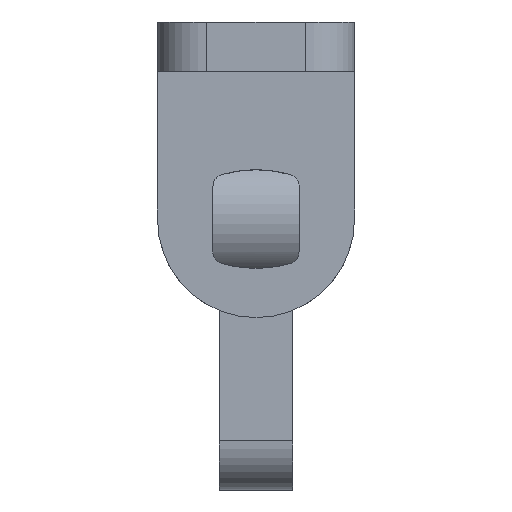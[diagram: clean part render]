
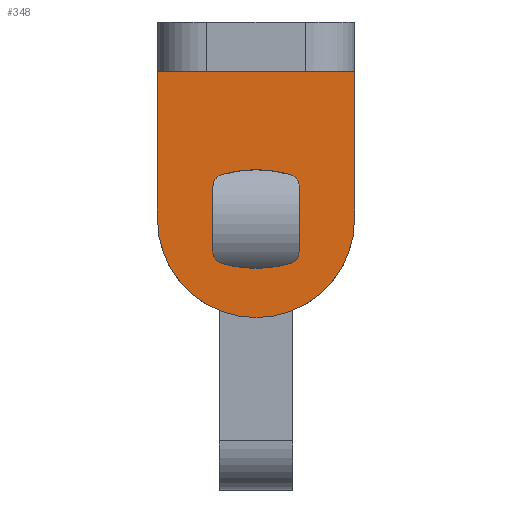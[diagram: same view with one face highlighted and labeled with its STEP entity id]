
A CAD part, left-side view. The second image highlights one B-rep face of the part: STEP entity #348.
In plain terms, the highlighted planar face has unit normal (-1, 0, 0).
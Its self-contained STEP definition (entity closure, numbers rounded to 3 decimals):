
#348=ADVANCED_FACE('',(#1253,#1254),#1252,.T.);
#1252=PLANE('',#1865);
#1253=FACE_OUTER_BOUND('',#1866,.T.);
#1254=FACE_BOUND('',#1867,.T.);
#1862=CARTESIAN_POINT('',(-2.,-4.8,7.));
#1863=DIRECTION('',(-1.,0.,0.));
#1864=DIRECTION('',(0.,1.,0.));
#1865=AXIS2_PLACEMENT_3D('',#1862,#1863,#1864);
#1866=EDGE_LOOP('',(#2350,#2351,#2352,#2353));
#1867=EDGE_LOOP('',(#2354,#2355,#2356,#2357));
#2350=ORIENTED_EDGE('',*,*,#2655,.F.);
#2351=ORIENTED_EDGE('',*,*,#2656,.F.);
#2352=ORIENTED_EDGE('',*,*,#2657,.F.);
#2353=ORIENTED_EDGE('',*,*,#2658,.F.);
#2354=ORIENTED_EDGE('',*,*,#2650,.T.);
#2355=ORIENTED_EDGE('',*,*,#2653,.F.);
#2356=ORIENTED_EDGE('',*,*,#2643,.T.);
#2357=ORIENTED_EDGE('',*,*,#2647,.F.);
#2643=EDGE_CURVE('',#4192,#4193,#4194,.T.);
#2647=EDGE_CURVE('',#4220,#4193,#4221,.T.);
#2650=EDGE_CURVE('',#4220,#4240,#4241,.T.);
#2653=EDGE_CURVE('',#4192,#4240,#4260,.T.);
#2655=EDGE_CURVE('',#4272,#4273,#4274,.T.);
#2656=EDGE_CURVE('',#4280,#4272,#4281,.T.);
#2657=EDGE_CURVE('',#4287,#4280,#4288,.T.);
#2658=EDGE_CURVE('',#4273,#4287,#4294,.T.);
#4192=VERTEX_POINT('',#5480);
#4193=VERTEX_POINT('',#5481);
#4194=CIRCLE('',#5485,1.525);
#4220=VERTEX_POINT('',#5498);
#4221=LINE('',#5499,#5500);
#4240=VERTEX_POINT('',#5509);
#4241=CIRCLE('',#5513,1.525);
#4260=LINE('',#5522,#5523);
#4272=VERTEX_POINT('',#5528);
#4273=VERTEX_POINT('',#5529);
#4274=LINE('',#5530,#5531);
#4280=VERTEX_POINT('',#5533);
#4281=CIRCLE('',#5537,4.);
#4287=VERTEX_POINT('',#5538);
#4288=LINE('',#5539,#5540);
#4294=LINE('',#5542,#5543);
#5480=CARTESIAN_POINT('',(-2.,-1.125,-1.03));
#5481=CARTESIAN_POINT('',(-2.,1.125,-1.03));
#5482=CARTESIAN_POINT('',(-2.,0.,0.));
#5483=DIRECTION('',(1.,0.,0.));
#5484=DIRECTION('',(0.,0.738,0.675));
#5485=AXIS2_PLACEMENT_3D('',#5482,#5483,#5484);
#5498=CARTESIAN_POINT('',(-2.,1.125,1.03));
#5499=CARTESIAN_POINT('',(-2.,1.125,1.03));
#5500=VECTOR('',#5501,2.059);
#5501=DIRECTION('',(0.,0.,-1.));
#5509=CARTESIAN_POINT('',(-2.,-1.125,1.03));
#5510=CARTESIAN_POINT('',(-2.,0.,0.));
#5511=DIRECTION('',(1.,0.,0.));
#5512=DIRECTION('',(0.,-0.738,-0.675));
#5513=AXIS2_PLACEMENT_3D('',#5510,#5511,#5512);
#5522=CARTESIAN_POINT('',(-2.,-1.125,-1.03));
#5523=VECTOR('',#5524,2.059);
#5524=DIRECTION('',(0.,0.,1.));
#5528=CARTESIAN_POINT('',(-2.,4.,0.));
#5529=CARTESIAN_POINT('',(-2.,4.,6.));
#5530=CARTESIAN_POINT('',(-2.,4.,0.));
#5531=VECTOR('',#5532,6.);
#5532=DIRECTION('',(0.,0.,1.));
#5533=CARTESIAN_POINT('',(-2.,-4.,0.));
#5534=CARTESIAN_POINT('',(-2.,0.,0.));
#5535=DIRECTION('',(1.,0.,0.));
#5536=DIRECTION('',(0.,-1.,0.));
#5537=AXIS2_PLACEMENT_3D('',#5534,#5535,#5536);
#5538=CARTESIAN_POINT('',(-2.,-4.,6.));
#5539=CARTESIAN_POINT('',(-2.,-4.,6.));
#5540=VECTOR('',#5541,6.);
#5541=DIRECTION('',(0.,0.,-1.));
#5542=CARTESIAN_POINT('',(-2.,4.,6.));
#5543=VECTOR('',#5544,8.);
#5544=DIRECTION('',(0.,-1.,0.));
